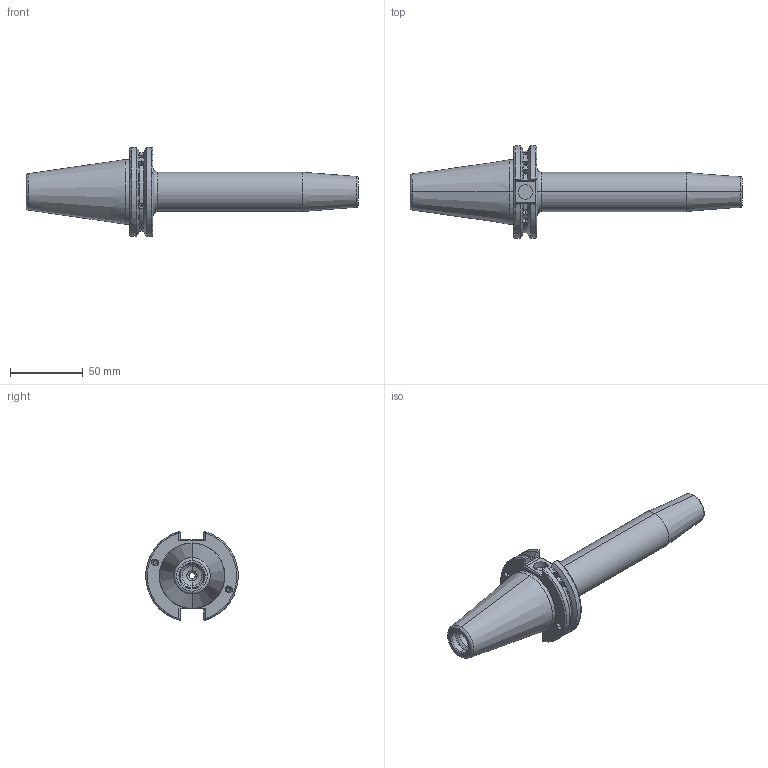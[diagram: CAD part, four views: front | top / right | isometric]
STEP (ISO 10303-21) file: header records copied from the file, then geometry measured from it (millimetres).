
FILE_DESCRIPTION (( 'STEP AP203' ), '1' );
FILE_NAME ('CA40B220-06160HP1.STEP', '2018-05-15T05:03:54', ( 'user' ), ( '' ), 'SwSTEP 2.0', 'SolidWorks 2013', '' );
FILE_SCHEMA (( 'CONFIG_CONTROL_DESIGN' ));
Length unit declared in the file: millimetre
Products named in the file (1): CA40B220-06160HP1
Bounding box: 228.25 x 63.35 x 61.23 mm (x, y, z)
Volume: 175964.3 mm3; surface area: 34369.5 mm2
Topology: 1 solids, 1 shells, 195 faces, 537 edges, 334 vertices
Faces by surface type: cylinder 70, plane 53, torus 36, cone 34, bspline 2
Entity records: 7220 total; most frequent: CARTESIAN_POINT 2417, ORIENTED_EDGE 1050, DIRECTION 940, EDGE_CURVE 525, AXIS2_PLACEMENT_3D 380, VERTEX_POINT 334, EDGE_LOOP 211, ADVANCED_FACE 195
